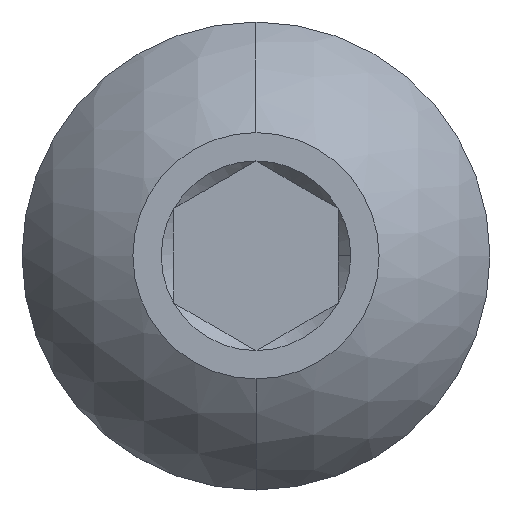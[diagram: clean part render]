
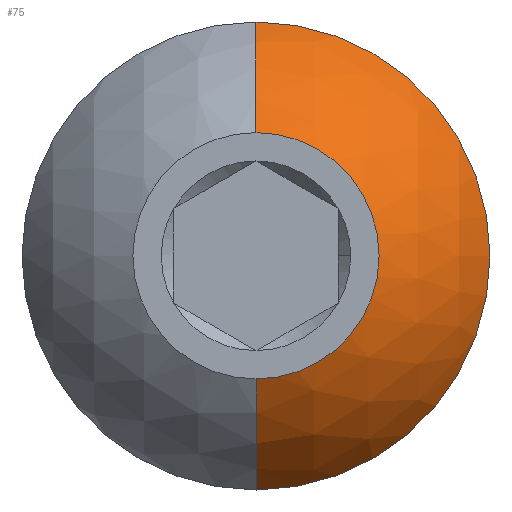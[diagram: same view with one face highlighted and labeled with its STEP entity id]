
A CAD part, top view. The second image highlights one B-rep face of the part: STEP entity #75.
In plain terms, the highlighted spherical face has radius 3.172 mm.
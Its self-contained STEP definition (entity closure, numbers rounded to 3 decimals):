
#3 = DIRECTION ( 'NONE',  ( 1., 0., 0. ) ) ;
#18 = AXIS2_PLACEMENT_3D ( 'NONE', #701, #420, #313 ) ;
#57 = FACE_OUTER_BOUND ( 'NONE', #68, .T. ) ;
#68 = EDGE_LOOP ( 'NONE', ( #170, #628, #583, #567 ) ) ;
#72 = VERTEX_POINT ( 'NONE', #442 ) ;
#74 = DIRECTION ( 'NONE',  ( 1., 0., 0. ) ) ;
#75 = ADVANCED_FACE ( 'NONE', ( #57 ), #657, .T. ) ;
#83 = CIRCLE ( 'NONE', #306, 2.85 ) ;
#120 = VERTEX_POINT ( 'NONE', #668 ) ;
#147 = CARTESIAN_POINT ( 'NONE',  ( 0., -2.85, 6.247 ) ) ;
#170 = ORIENTED_EDGE ( 'NONE', *, *, #401, .T. ) ;
#176 = EDGE_CURVE ( 'NONE', #120, #72, #471, .T. ) ;
#199 = CARTESIAN_POINT ( 'NONE',  ( 0., 0., 7.65 ) ) ;
#204 = DIRECTION ( 'NONE',  ( 0., -1., 0. ) ) ;
#247 = AXIS2_PLACEMENT_3D ( 'NONE', #552, #3, #391 ) ;
#257 = CIRCLE ( 'NONE', #18, 3.172 ) ;
#306 = AXIS2_PLACEMENT_3D ( 'NONE', #536, #539, #204 ) ;
#313 = DIRECTION ( 'NONE',  ( 0., -1., 0. ) ) ;
#328 = EDGE_CURVE ( 'NONE', #403, #690, #257, .T. ) ;
#338 = EDGE_CURVE ( 'NONE', #690, #72, #521, .T. ) ;
#368 = CARTESIAN_POINT ( 'NONE',  ( 0., -1.5, 7.65 ) ) ;
#373 = DIRECTION ( 'NONE',  ( 0., -1., 0. ) ) ;
#391 = DIRECTION ( 'NONE',  ( 0., -1., 0. ) ) ;
#396 = AXIS2_PLACEMENT_3D ( 'NONE', #458, #74, #594 ) ;
#401 = EDGE_CURVE ( 'NONE', #403, #120, #83, .T. ) ;
#403 = VERTEX_POINT ( 'NONE', #147 ) ;
#420 = DIRECTION ( 'NONE',  ( -1., 0., 0. ) ) ;
#442 = CARTESIAN_POINT ( 'NONE',  ( 0., 1.5, 7.65 ) ) ;
#458 = CARTESIAN_POINT ( 'NONE',  ( 0., 0., 4.855 ) ) ;
#471 = CIRCLE ( 'NONE', #396, 3.172 ) ;
#521 = CIRCLE ( 'NONE', #566, 1.5 ) ;
#536 = CARTESIAN_POINT ( 'NONE',  ( 0., 0., 6.247 ) ) ;
#539 = DIRECTION ( 'NONE',  ( 0., 0., 1. ) ) ;
#552 = CARTESIAN_POINT ( 'NONE',  ( 0., 0., 4.855 ) ) ;
#566 = AXIS2_PLACEMENT_3D ( 'NONE', #199, #592, #373 ) ;
#567 = ORIENTED_EDGE ( 'NONE', *, *, #328, .F. ) ;
#583 = ORIENTED_EDGE ( 'NONE', *, *, #338, .F. ) ;
#592 = DIRECTION ( 'NONE',  ( 0., 0., 1. ) ) ;
#594 = DIRECTION ( 'NONE',  ( 0., 1., 0. ) ) ;
#628 = ORIENTED_EDGE ( 'NONE', *, *, #176, .T. ) ;
#657 = SPHERICAL_SURFACE ( 'NONE', #247, 3.172 ) ;
#668 = CARTESIAN_POINT ( 'NONE',  ( 0., 2.85, 6.247 ) ) ;
#690 = VERTEX_POINT ( 'NONE', #368 ) ;
#701 = CARTESIAN_POINT ( 'NONE',  ( 0., 0., 4.855 ) ) ;
